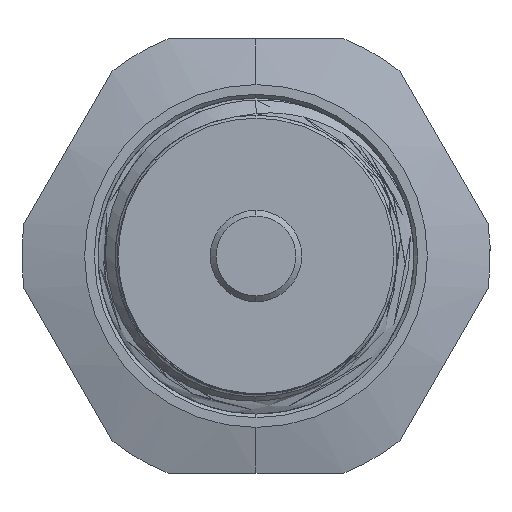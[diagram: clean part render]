
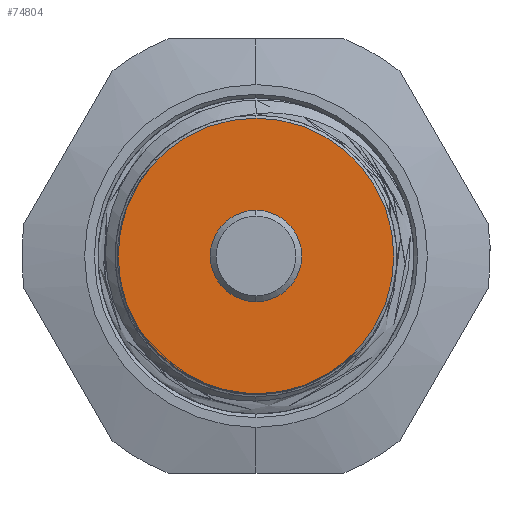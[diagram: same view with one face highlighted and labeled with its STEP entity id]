
A CAD part, left-side view. The second image highlights one B-rep face of the part: STEP entity #74804.
In plain terms, the highlighted planar face has unit normal (-1, 0, 0).
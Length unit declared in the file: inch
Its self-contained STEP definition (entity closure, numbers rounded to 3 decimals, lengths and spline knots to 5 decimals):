
#947 = DIRECTION ( 'NONE',  ( -1., 0., 0. ) ) ;
#1868 = AXIS2_PLACEMENT_3D ( 'NONE', #44741, #12061, #5744 ) ;
#4566 = VERTEX_POINT ( 'NONE', #38809 ) ;
#5744 = DIRECTION ( 'NONE',  ( 0., 0., -1. ) ) ;
#6979 = DIRECTION ( 'NONE',  ( 0., 0., -1. ) ) ;
#7497 = FACE_BOUND ( 'NONE', #38206, .T. ) ;
#8091 = DIRECTION ( 'NONE',  ( -1., 0., 0. ) ) ;
#8645 = DIRECTION ( 'NONE',  ( 0., 0., -1. ) ) ;
#10436 = EDGE_CURVE ( 'NONE', #4566, #35657, #27988, .T. ) ;
#12061 = DIRECTION ( 'NONE',  ( -1., 0., 0. ) ) ;
#15952 = AXIS2_PLACEMENT_3D ( 'NONE', #43711, #56322, #83592 ) ;
#18280 = PLANE ( 'NONE',  #42803 ) ;
#21246 = CARTESIAN_POINT ( 'NONE',  ( 0.63858, 0.07874, 0. ) ) ;
#26033 = FACE_OUTER_BOUND ( 'NONE', #28366, .T. ) ;
#27621 = DIRECTION ( 'NONE',  ( 0., 0., 1. ) ) ;
#27988 = CIRCLE ( 'NONE', #15952, 0.07874 ) ;
#28366 = EDGE_LOOP ( 'NONE', ( #40924, #77818 ) ) ;
#32290 = EDGE_CURVE ( 'NONE', #35657, #4566, #64883, .T. ) ;
#35657 = VERTEX_POINT ( 'NONE', #36922 ) ;
#36922 = CARTESIAN_POINT ( 'NONE',  ( 0.63858, 0., 0.07874 ) ) ;
#38206 = EDGE_LOOP ( 'NONE', ( #60756, #54789 ) ) ;
#38809 = CARTESIAN_POINT ( 'NONE',  ( 0.63858, 0., -0.07874 ) ) ;
#40924 = ORIENTED_EDGE ( 'NONE', *, *, #62818, .T. ) ;
#42803 = AXIS2_PLACEMENT_3D ( 'NONE', #21246, #59707, #8645 ) ;
#43711 = CARTESIAN_POINT ( 'NONE',  ( 0.63858, 0., 0. ) ) ;
#44741 = CARTESIAN_POINT ( 'NONE',  ( 0.63858, 0., 0. ) ) ;
#52721 = EDGE_CURVE ( 'NONE', #76323, #79348, #61039, .T. ) ;
#53662 = CARTESIAN_POINT ( 'NONE',  ( 0.63858, 0., 0. ) ) ;
#54789 = ORIENTED_EDGE ( 'NONE', *, *, #10436, .F. ) ;
#56322 = DIRECTION ( 'NONE',  ( -1., 0., 0. ) ) ;
#59707 = DIRECTION ( 'NONE',  ( 1., 0., 0. ) ) ;
#60756 = ORIENTED_EDGE ( 'NONE', *, *, #32290, .F. ) ;
#61039 = CIRCLE ( 'NONE', #64124, 0.23752 ) ;
#62818 = EDGE_CURVE ( 'NONE', #79348, #76323, #64061, .T. ) ;
#64061 = CIRCLE ( 'NONE', #1868, 0.23752 ) ;
#64124 = AXIS2_PLACEMENT_3D ( 'NONE', #53662, #8091, #6979 ) ;
#64883 = CIRCLE ( 'NONE', #66963, 0.07874 ) ;
#66963 = AXIS2_PLACEMENT_3D ( 'NONE', #73797, #947, #27621 ) ;
#73797 = CARTESIAN_POINT ( 'NONE',  ( 0.63858, 0., 0. ) ) ;
#74804 = ADVANCED_FACE ( 'NONE', ( #26033, #7497 ), #18280, .F. ) ;
#75122 = CARTESIAN_POINT ( 'NONE',  ( 0.63858, 0., -0.23752 ) ) ;
#76323 = VERTEX_POINT ( 'NONE', #76362 ) ;
#76362 = CARTESIAN_POINT ( 'NONE',  ( 0.63858, 0., 0.23752 ) ) ;
#77818 = ORIENTED_EDGE ( 'NONE', *, *, #52721, .T. ) ;
#79348 = VERTEX_POINT ( 'NONE', #75122 ) ;
#83592 = DIRECTION ( 'NONE',  ( 0., 0., 1. ) ) ;
